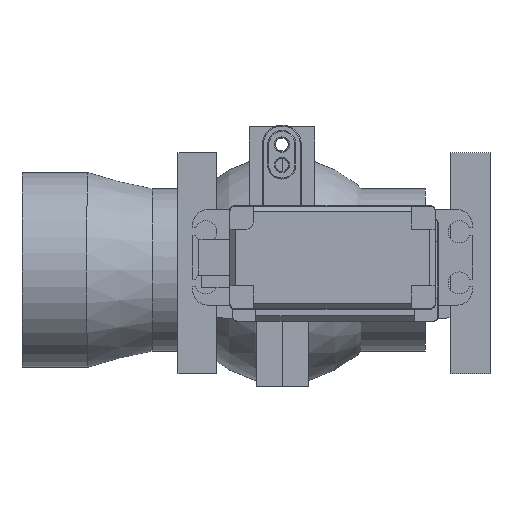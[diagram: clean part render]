
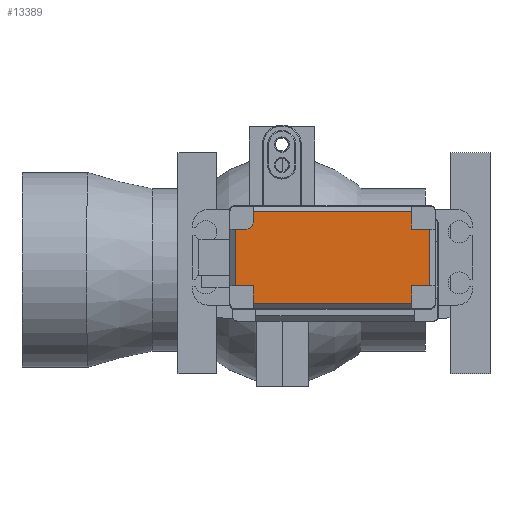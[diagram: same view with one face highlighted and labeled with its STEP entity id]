
A CAD part, front view. The second image highlights one B-rep face of the part: STEP entity #13389.
In plain terms, the highlighted planar face has unit normal (0, -1, 0).
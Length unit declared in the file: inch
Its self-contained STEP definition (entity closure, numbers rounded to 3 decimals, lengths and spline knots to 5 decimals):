
#434=PLANE('',#14979);
#1592=FACE_OUTER_BOUND('',#2378,.T.);
#2378=EDGE_LOOP('',(#11519,#11520,#11521,#11522,#11523,#11524,#11525,#11526,
#11527,#11528,#11529,#11530,#11531));
#3056=LINE('',#26554,#3869);
#3057=LINE('',#26557,#3870);
#3061=LINE('',#26565,#3874);
#3062=LINE('',#26567,#3875);
#3063=LINE('',#26569,#3876);
#3064=LINE('',#26571,#3877);
#3065=LINE('',#26575,#3878);
#3066=LINE('',#26577,#3879);
#3067=LINE('',#26579,#3880);
#3068=LINE('',#26581,#3881);
#3069=LINE('',#26583,#3882);
#3070=LINE('',#26584,#3883);
#3869=VECTOR('',#18439,0.3937);
#3870=VECTOR('',#18442,0.3937);
#3874=VECTOR('',#18448,0.3937);
#3875=VECTOR('',#18449,0.3937);
#3876=VECTOR('',#18450,0.3937);
#3877=VECTOR('',#18451,0.3937);
#3878=VECTOR('',#18454,0.3937);
#3879=VECTOR('',#18455,0.3937);
#3880=VECTOR('',#18456,0.3937);
#3881=VECTOR('',#18457,0.3937);
#3882=VECTOR('',#18458,0.3937);
#3883=VECTOR('',#18459,0.3937);
#5011=CIRCLE('',#14980,0.05906);
#6128=VERTEX_POINT('',#26547);
#6131=VERTEX_POINT('',#26552);
#6132=VERTEX_POINT('',#26556);
#6135=VERTEX_POINT('',#26564);
#6136=VERTEX_POINT('',#26566);
#6137=VERTEX_POINT('',#26568);
#6138=VERTEX_POINT('',#26570);
#6139=VERTEX_POINT('',#26572);
#6140=VERTEX_POINT('',#26574);
#6141=VERTEX_POINT('',#26576);
#6142=VERTEX_POINT('',#26578);
#6143=VERTEX_POINT('',#26580);
#6144=VERTEX_POINT('',#26582);
#7987=EDGE_CURVE('',#6131,#6128,#3056,.T.);
#7988=EDGE_CURVE('',#6132,#6128,#3057,.T.);
#7992=EDGE_CURVE('',#6131,#6135,#3061,.T.);
#7993=EDGE_CURVE('',#6135,#6136,#3062,.T.);
#7994=EDGE_CURVE('',#6137,#6136,#3063,.T.);
#7995=EDGE_CURVE('',#6137,#6138,#3064,.T.);
#7996=EDGE_CURVE('',#6139,#6138,#5011,.T.);
#7997=EDGE_CURVE('',#6139,#6140,#3065,.T.);
#7998=EDGE_CURVE('',#6141,#6140,#3066,.T.);
#7999=EDGE_CURVE('',#6141,#6142,#3067,.T.);
#8000=EDGE_CURVE('',#6142,#6143,#3068,.T.);
#8001=EDGE_CURVE('',#6144,#6143,#3069,.T.);
#8002=EDGE_CURVE('',#6144,#6132,#3070,.T.);
#11519=ORIENTED_EDGE('',*,*,#7987,.F.);
#11520=ORIENTED_EDGE('',*,*,#7992,.T.);
#11521=ORIENTED_EDGE('',*,*,#7993,.T.);
#11522=ORIENTED_EDGE('',*,*,#7994,.F.);
#11523=ORIENTED_EDGE('',*,*,#7995,.T.);
#11524=ORIENTED_EDGE('',*,*,#7996,.F.);
#11525=ORIENTED_EDGE('',*,*,#7997,.T.);
#11526=ORIENTED_EDGE('',*,*,#7998,.F.);
#11527=ORIENTED_EDGE('',*,*,#7999,.T.);
#11528=ORIENTED_EDGE('',*,*,#8000,.T.);
#11529=ORIENTED_EDGE('',*,*,#8001,.F.);
#11530=ORIENTED_EDGE('',*,*,#8002,.T.);
#11531=ORIENTED_EDGE('',*,*,#7988,.T.);
#13389=ADVANCED_FACE('',(#1592),#434,.F.);
#14979=AXIS2_PLACEMENT_3D('',#26563,#18446,#18447);
#14980=AXIS2_PLACEMENT_3D('',#26573,#18452,#18453);
#18439=DIRECTION('',(0.,0.,-1.));
#18442=DIRECTION('',(1.,0.,0.));
#18446=DIRECTION('center_axis',(0.,1.,0.));
#18447=DIRECTION('ref_axis',(0.,0.,1.));
#18448=DIRECTION('',(-1.,0.,0.));
#18449=DIRECTION('',(0.,0.,1.));
#18450=DIRECTION('',(1.,0.,0.));
#18451=DIRECTION('',(0.,0.,-1.));
#18452=DIRECTION('center_axis',(0.,-1.,0.));
#18453=DIRECTION('ref_axis',(0.707,0.,-0.707));
#18454=DIRECTION('',(-1.,0.,0.));
#18455=DIRECTION('',(0.,0.,1.));
#18456=DIRECTION('',(1.,0.,0.));
#18457=DIRECTION('',(0.,0.,-1.));
#18458=DIRECTION('',(-1.,0.,0.));
#18459=DIRECTION('',(0.,0.,1.));
#26547=CARTESIAN_POINT('',(1.5378,0.,-0.61024));
#26552=CARTESIAN_POINT('',(1.5378,0.,-0.17717));
#26554=CARTESIAN_POINT('',(1.5378,0.,-0.19685));
#26556=CARTESIAN_POINT('',(1.39882,0.,-0.61024));
#26557=CARTESIAN_POINT('',(1.0937,0.,-0.61024));
#26563=CARTESIAN_POINT('Origin',(0.78858,0.,-0.3937));
#26564=CARTESIAN_POINT('',(1.39882,0.,-0.17717));
#26565=CARTESIAN_POINT('',(1.0937,0.,-0.17717));
#26566=CARTESIAN_POINT('',(1.39882,0.,-0.03937));
#26567=CARTESIAN_POINT('',(1.39882,0.,-0.19488));
#26568=CARTESIAN_POINT('',(0.17835,0.,-0.03937));
#26569=CARTESIAN_POINT('',(0.39429,0.,-0.03937));
#26570=CARTESIAN_POINT('',(0.17835,0.,-0.11811));
#26571=CARTESIAN_POINT('',(0.17835,0.,-0.19488));
#26572=CARTESIAN_POINT('',(0.11929,0.,-0.17717));
#26573=CARTESIAN_POINT('Origin',(0.11929,0.,-0.11811));
#26574=CARTESIAN_POINT('',(0.03937,0.,-0.17717));
#26575=CARTESIAN_POINT('',(0.48346,0.,-0.17717));
#26576=CARTESIAN_POINT('',(0.03937,0.,-0.61024));
#26577=CARTESIAN_POINT('',(0.03937,0.,-0.59055));
#26578=CARTESIAN_POINT('',(0.17835,0.,-0.61024));
#26579=CARTESIAN_POINT('',(0.48346,0.,-0.61024));
#26580=CARTESIAN_POINT('',(0.17835,0.,-0.74803));
#26581=CARTESIAN_POINT('',(0.17835,0.,-0.59252));
#26582=CARTESIAN_POINT('',(1.39882,0.,-0.74803));
#26583=CARTESIAN_POINT('',(1.18287,0.,-0.74803));
#26584=CARTESIAN_POINT('',(1.39882,0.,-0.59252));
